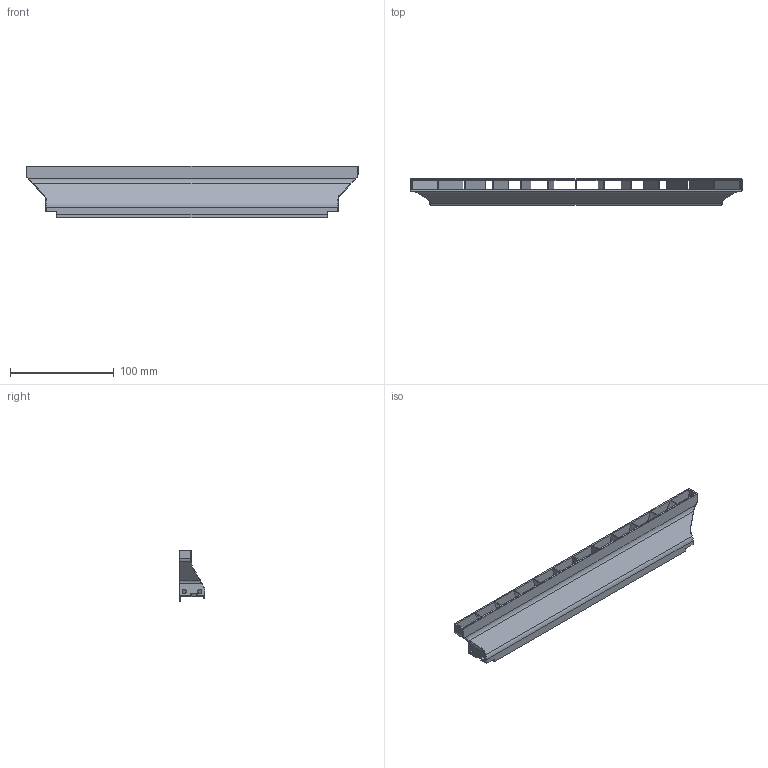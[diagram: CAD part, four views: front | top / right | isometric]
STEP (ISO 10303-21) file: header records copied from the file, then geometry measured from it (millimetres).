
FILE_DESCRIPTION (( 'STEP AP203' ), '1' );
FILE_NAME ('¸¨Öú·çµÀ.STEP', '2025-01-04T10:43:27', ( 'Leo' ), ( '' ), 'SwSTEP 2.0', 'SolidWorks 2022', '' );
FILE_SCHEMA (( 'CONFIG_CONTROL_DESIGN' ));
Length unit declared in the file: millimetre
Products named in the file (1): 辅助风道
Bounding box: 320 x 25 x 50 mm (x, y, z)
Volume: 57026.5 mm3; surface area: 78894.8 mm2
Topology: 1 solids, 1 shells, 188 faces, 570 edges, 368 vertices
Faces by surface type: plane 106, cylinder 66, torus 8, bspline 4, cone 4
Entity records: 6709 total; most frequent: CARTESIAN_POINT 1585, ORIENTED_EDGE 1140, DIRECTION 974, EDGE_CURVE 570, VECTOR 412, LINE 412, VERTEX_POINT 368, AXIS2_PLACEMENT_3D 281
